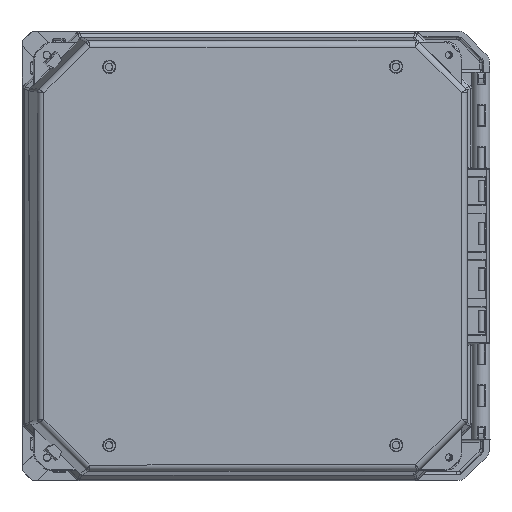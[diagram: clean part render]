
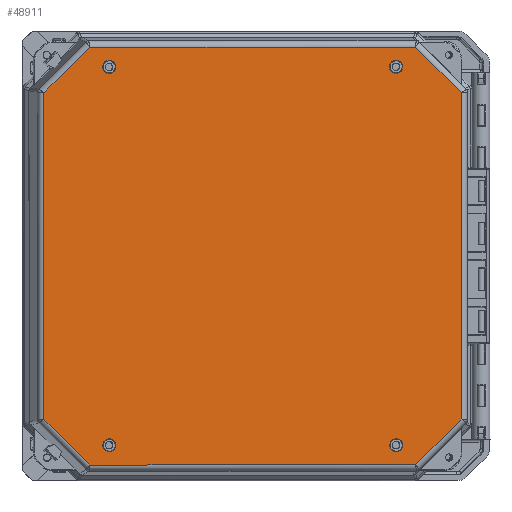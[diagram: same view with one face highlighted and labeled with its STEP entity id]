
A CAD part, top view. The second image highlights one B-rep face of the part: STEP entity #48911.
In plain terms, the highlighted face is planar.
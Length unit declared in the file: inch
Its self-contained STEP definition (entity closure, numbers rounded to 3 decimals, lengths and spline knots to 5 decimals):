
#925 = CARTESIAN_POINT ( 'NONE',  ( -6.75355, 8.08075, -4.05277 ) ) ;
#2182 = ORIENTED_EDGE ( 'NONE', *, *, #25556, .T. ) ;
#2358 = EDGE_CURVE ( 'NONE', #54986, #71618, #77040, .T. ) ;
#2593 = CARTESIAN_POINT ( 'NONE',  ( -6.61757, 0.04002, -4.19547 ) ) ;
#2744 = DIRECTION ( 'NONE',  ( 1., 0., -0.017 ) ) ;
#3532 = EDGE_CURVE ( 'NONE', #44771, #81836, #66561, .T. ) ;
#3620 = CARTESIAN_POINT ( 'NONE',  ( -0.75446, 0.0418, -4.2978 ) ) ;
#4160 = EDGE_CURVE ( 'NONE', #37185, #44771, #38938, .T. ) ;
#5153 = ORIENTED_EDGE ( 'NONE', *, *, #2358, .T. ) ;
#5825 = ORIENTED_EDGE ( 'NONE', *, *, #25635, .T. ) ;
#7072 = DIRECTION ( 'NONE',  ( 0., -1., -0.017 ) ) ;
#7386 = DIRECTION ( 'NONE',  ( 0.017, -0.017, 1. ) ) ;
#8193 = VECTOR ( 'NONE', #51643, 39.37008 ) ;
#8565 = EDGE_LOOP ( 'NONE', ( #15604, #33431 ) ) ;
#9110 = LINE ( 'NONE', #22126, #70459 ) ;
#10201 = AXIS2_PLACEMENT_3D ( 'NONE', #74150, #49333, #2744 ) ;
#11071 = EDGE_CURVE ( 'NONE', #14345, #50016, #82000, .T. ) ;
#13016 = CARTESIAN_POINT ( 'NONE',  ( -6.88953, 0.03993, -4.19072 ) ) ;
#13430 = DIRECTION ( 'NONE',  ( -0.707, -0.707, 0. ) ) ;
#14345 = VERTEX_POINT ( 'NONE', #925 ) ;
#14649 = EDGE_LOOP ( 'NONE', ( #41539, #59278 ) ) ;
#14811 = CARTESIAN_POINT ( 'NONE',  ( -0.75446, 8.08258, -4.15746 ) ) ;
#15604 = ORIENTED_EDGE ( 'NONE', *, *, #39494, .T. ) ;
#15782 = CARTESIAN_POINT ( 'NONE',  ( -0.34877, 8.36009, -4.1597 ) ) ;
#15964 = CARTESIAN_POINT ( 'NONE',  ( -7.15924, 8.35802, -4.04084 ) ) ;
#16586 = EDGE_CURVE ( 'NONE', #51681, #59655, #32471, .T. ) ;
#17071 = VECTOR ( 'NONE', #64968, 39.37008 ) ;
#17526 = DIRECTION ( 'NONE',  ( 0.017, -0.017, 1. ) ) ;
#18031 = EDGE_LOOP ( 'NONE', ( #29900, #5153 ) ) ;
#18188 = CARTESIAN_POINT ( 'NONE',  ( -8.11977, 7.39803, -4.04083 ) ) ;
#19517 = CARTESIAN_POINT ( 'NONE',  ( 0.61177, 0.58854, -4.3121 ) ) ;
#19589 = FACE_BOUND ( 'NONE', #14649, .T. ) ;
#20318 = CIRCLE ( 'NONE', #60668, 0.136 ) ;
#20862 = CIRCLE ( 'NONE', #30607, 0.136 ) ;
#21549 = DIRECTION ( 'NONE',  ( 0., -1., -0.017 ) ) ;
#21765 = DIRECTION ( 'NONE',  ( 0.017, -0.017, 1. ) ) ;
#21957 = DIRECTION ( 'NONE',  ( 0.017, -0.017, 1. ) ) ;
#22126 = CARTESIAN_POINT ( 'NONE',  ( -8.11977, 7.39803, -4.04083 ) ) ;
#22377 = CARTESIAN_POINT ( 'NONE',  ( -6.75355, 7.94477, -4.05514 ) ) ;
#24896 = CARTESIAN_POINT ( 'NONE',  ( 0.61177, 1.82402, -4.29054 ) ) ;
#25556 = EDGE_CURVE ( 'NONE', #52521, #38514, #20318, .T. ) ;
#25635 = EDGE_CURVE ( 'NONE', #67391, #51681, #9110, .T. ) ;
#26326 = CARTESIAN_POINT ( 'NONE',  ( 0.61177, 0.58854, -4.3121 ) ) ;
#26437 = ORIENTED_EDGE ( 'NONE', *, *, #71980, .T. ) ;
#29422 = DIRECTION ( 'NONE',  ( 1., 0., -0.017 ) ) ;
#29900 = ORIENTED_EDGE ( 'NONE', *, *, #57204, .T. ) ;
#30607 = AXIS2_PLACEMENT_3D ( 'NONE', #73254, #58499, #65453 ) ;
#31578 = CARTESIAN_POINT ( 'NONE',  ( -0.75446, 7.81062, -4.16221 ) ) ;
#32471 = LINE ( 'NONE', #59051, #83673 ) ;
#32858 = CARTESIAN_POINT ( 'NONE',  ( -0.61848, 0.04184, -4.30017 ) ) ;
#33431 = ORIENTED_EDGE ( 'NONE', *, *, #64151, .T. ) ;
#33466 = DIRECTION ( 'NONE',  ( 0., -1., -0.017 ) ) ;
#35517 = VECTOR ( 'NONE', #45903, 39.37008 ) ;
#35831 = CARTESIAN_POINT ( 'NONE',  ( -0.34877, -0.37145, -4.31209 ) ) ;
#36028 = EDGE_LOOP ( 'NONE', ( #26437, #5825, #36745, #43451, #65557, #63442, #64684, #82415 ) ) ;
#36447 = CARTESIAN_POINT ( 'NONE',  ( -7.15924, -0.37352, -4.19323 ) ) ;
#36745 = ORIENTED_EDGE ( 'NONE', *, *, #16586, .T. ) ;
#37185 = VERTEX_POINT ( 'NONE', #35831 ) ;
#37563 = CARTESIAN_POINT ( 'NONE',  ( -0.89044, 0.04176, -4.29542 ) ) ;
#38411 = LINE ( 'NONE', #24896, #17071 ) ;
#38514 = VERTEX_POINT ( 'NONE', #14811 ) ;
#38645 = EDGE_CURVE ( 'NONE', #38514, #52521, #78247, .T. ) ;
#38938 = LINE ( 'NONE', #80246, #35517 ) ;
#39290 = AXIS2_PLACEMENT_3D ( 'NONE', #53537, #73121, #66173 ) ;
#39449 = AXIS2_PLACEMENT_3D ( 'NONE', #76415, #67764, #29422 ) ;
#39494 = EDGE_CURVE ( 'NONE', #61399, #80015, #20862, .T. ) ;
#40024 = CARTESIAN_POINT ( 'NONE',  ( -0.34877, 8.36009, -4.1597 ) ) ;
#40449 = FACE_BOUND ( 'NONE', #8565, .T. ) ;
#40941 = AXIS2_PLACEMENT_3D ( 'NONE', #65410, #53634, #7072 ) ;
#41539 = ORIENTED_EDGE ( 'NONE', *, *, #59367, .T. ) ;
#42202 = DIRECTION ( 'NONE',  ( 0., -1., -0.017 ) ) ;
#42434 = VECTOR ( 'NONE', #46961, 39.37008 ) ;
#43189 = DIRECTION ( 'NONE',  ( 1., 0., -0.017 ) ) ;
#43451 = ORIENTED_EDGE ( 'NONE', *, *, #54282, .T. ) ;
#44771 = VERTEX_POINT ( 'NONE', #36447 ) ;
#45903 = DIRECTION ( 'NONE',  ( -1., 0., 0.017 ) ) ;
#46051 = VECTOR ( 'NONE', #49699, 39.37008 ) ;
#46138 = FACE_BOUND ( 'NONE', #76203, .T. ) ;
#46509 = LINE ( 'NONE', #19517, #65158 ) ;
#46961 = DIRECTION ( 'NONE',  ( -0.707, 0.706, 0.025 ) ) ;
#47911 = EDGE_CURVE ( 'NONE', #56612, #83480, #38411, .T. ) ;
#48911 = ADVANCED_FACE ( 'NONE', ( #85318, #19589, #40449, #58795, #46138 ), #79633, .T. ) ;
#49333 = DIRECTION ( 'NONE',  ( 0.017, -0.017, 1. ) ) ;
#49699 = DIRECTION ( 'NONE',  ( 0.707, -0.706, -0.025 ) ) ;
#50016 = VERTEX_POINT ( 'NONE', #53963 ) ;
#51643 = DIRECTION ( 'NONE',  ( 0., 1., 0.017 ) ) ;
#51681 = VERTEX_POINT ( 'NONE', #15964 ) ;
#52521 = VERTEX_POINT ( 'NONE', #31578 ) ;
#52641 = CARTESIAN_POINT ( 'NONE',  ( -0.75446, 7.9466, -4.15984 ) ) ;
#53537 = CARTESIAN_POINT ( 'NONE',  ( -6.88863, 1.82174, -4.15964 ) ) ;
#53634 = DIRECTION ( 'NONE',  ( 0.017, -0.017, 1. ) ) ;
#53928 = CARTESIAN_POINT ( 'NONE',  ( -7.15924, -0.37352, -4.19323 ) ) ;
#53963 = CARTESIAN_POINT ( 'NONE',  ( -6.75355, 7.80879, -4.05751 ) ) ;
#54282 = EDGE_CURVE ( 'NONE', #59655, #56612, #75396, .T. ) ;
#54659 = AXIS2_PLACEMENT_3D ( 'NONE', #61381, #21765, #42202 ) ;
#54986 = VERTEX_POINT ( 'NONE', #13016 ) ;
#55089 = CARTESIAN_POINT ( 'NONE',  ( -8.11977, 0.58588, -4.15972 ) ) ;
#56612 = VERTEX_POINT ( 'NONE', #61536 ) ;
#57204 = EDGE_CURVE ( 'NONE', #71618, #54986, #82432, .T. ) ;
#57721 = CIRCLE ( 'NONE', #85512, 0.136 ) ;
#58499 = DIRECTION ( 'NONE',  ( 0.017, -0.017, 1. ) ) ;
#58581 = ORIENTED_EDGE ( 'NONE', *, *, #38645, .T. ) ;
#58795 = FACE_BOUND ( 'NONE', #18031, .T. ) ;
#59051 = CARTESIAN_POINT ( 'NONE',  ( -6.88863, 8.3581, -4.04557 ) ) ;
#59278 = ORIENTED_EDGE ( 'NONE', *, *, #11071, .T. ) ;
#59367 = EDGE_CURVE ( 'NONE', #50016, #14345, #68718, .T. ) ;
#59460 = LINE ( 'NONE', #85558, #8193 ) ;
#59655 = VERTEX_POINT ( 'NONE', #40024 ) ;
#60668 = AXIS2_PLACEMENT_3D ( 'NONE', #52641, #7386, #33466 ) ;
#61165 = AXIS2_PLACEMENT_3D ( 'NONE', #22377, #21957, #21549 ) ;
#61381 = CARTESIAN_POINT ( 'NONE',  ( -0.75446, 7.9466, -4.15984 ) ) ;
#61399 = VERTEX_POINT ( 'NONE', #32858 ) ;
#61536 = CARTESIAN_POINT ( 'NONE',  ( 0.61177, 7.40069, -4.19322 ) ) ;
#63442 = ORIENTED_EDGE ( 'NONE', *, *, #75250, .T. ) ;
#64151 = EDGE_CURVE ( 'NONE', #80015, #61399, #57721, .T. ) ;
#64684 = ORIENTED_EDGE ( 'NONE', *, *, #4160, .T. ) ;
#64968 = DIRECTION ( 'NONE',  ( 0., -1., -0.017 ) ) ;
#65158 = VECTOR ( 'NONE', #13430, 39.37008 ) ;
#65410 = CARTESIAN_POINT ( 'NONE',  ( -6.75355, 7.94477, -4.05514 ) ) ;
#65453 = DIRECTION ( 'NONE',  ( 1., 0., -0.017 ) ) ;
#65557 = ORIENTED_EDGE ( 'NONE', *, *, #47911, .T. ) ;
#66173 = DIRECTION ( 'NONE',  ( -1., 0., 0.017 ) ) ;
#66561 = LINE ( 'NONE', #53928, #42434 ) ;
#67391 = VERTEX_POINT ( 'NONE', #18188 ) ;
#67764 = DIRECTION ( 'NONE',  ( 0.017, -0.017, 1. ) ) ;
#68718 = CIRCLE ( 'NONE', #40941, 0.136 ) ;
#68722 = DIRECTION ( 'NONE',  ( 0.707, 0.707, 0. ) ) ;
#70459 = VECTOR ( 'NONE', #68722, 39.37008 ) ;
#71618 = VERTEX_POINT ( 'NONE', #2593 ) ;
#71980 = EDGE_CURVE ( 'NONE', #81836, #67391, #59460, .T. ) ;
#73121 = DIRECTION ( 'NONE',  ( -0.017, 0.017, -1. ) ) ;
#73254 = CARTESIAN_POINT ( 'NONE',  ( -0.75446, 0.0418, -4.2978 ) ) ;
#74150 = CARTESIAN_POINT ( 'NONE',  ( -6.75355, 0.03997, -4.1931 ) ) ;
#75250 = EDGE_CURVE ( 'NONE', #83480, #37185, #46509, .T. ) ;
#75396 = LINE ( 'NONE', #15782, #46051 ) ;
#76203 = EDGE_LOOP ( 'NONE', ( #2182, #58581 ) ) ;
#76415 = CARTESIAN_POINT ( 'NONE',  ( -6.75355, 0.03997, -4.1931 ) ) ;
#77040 = CIRCLE ( 'NONE', #39449, 0.136 ) ;
#78247 = CIRCLE ( 'NONE', #54659, 0.136 ) ;
#79633 = PLANE ( 'NONE',  #39290 ) ;
#80015 = VERTEX_POINT ( 'NONE', #37563 ) ;
#80246 = CARTESIAN_POINT ( 'NONE',  ( -6.88863, -0.37344, -4.19795 ) ) ;
#81836 = VERTEX_POINT ( 'NONE', #55089 ) ;
#82000 = CIRCLE ( 'NONE', #61165, 0.136 ) ;
#82415 = ORIENTED_EDGE ( 'NONE', *, *, #3532, .T. ) ;
#82432 = CIRCLE ( 'NONE', #10201, 0.136 ) ;
#83480 = VERTEX_POINT ( 'NONE', #26326 ) ;
#83673 = VECTOR ( 'NONE', #85562, 39.37008 ) ;
#85318 = FACE_OUTER_BOUND ( 'NONE', #36028, .T. ) ;
#85512 = AXIS2_PLACEMENT_3D ( 'NONE', #3620, #17526, #43189 ) ;
#85558 = CARTESIAN_POINT ( 'NONE',  ( -8.11977, 1.82136, -4.13816 ) ) ;
#85562 = DIRECTION ( 'NONE',  ( 1., 0., -0.017 ) ) ;
